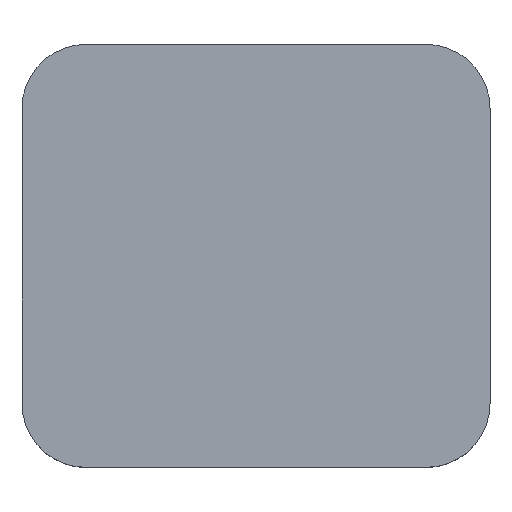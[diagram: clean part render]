
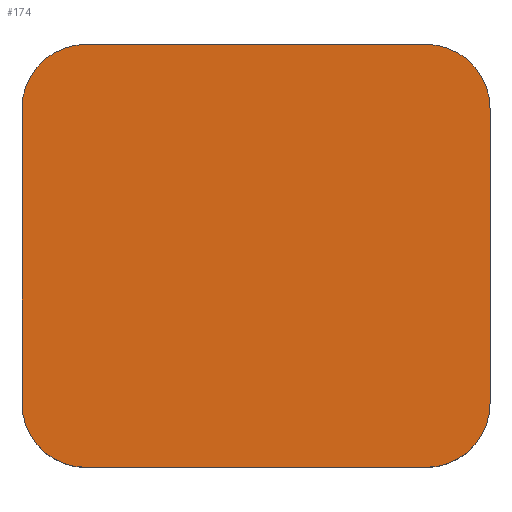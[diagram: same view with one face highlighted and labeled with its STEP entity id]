
A CAD part, top view. The second image highlights one B-rep face of the part: STEP entity #174.
In plain terms, the highlighted planar face has unit normal (0, 0, 1).
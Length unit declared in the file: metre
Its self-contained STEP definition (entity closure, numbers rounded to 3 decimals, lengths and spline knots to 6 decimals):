
#16=CIRCLE('',#198,0.001);
#17=CIRCLE('',#199,0.001);
#18=CIRCLE('',#200,0.001);
#19=CIRCLE('',#201,0.001);
#40=ORIENTED_EDGE('',*,*,#74,.F.);
#41=ORIENTED_EDGE('',*,*,#88,.T.);
#42=ORIENTED_EDGE('',*,*,#76,.T.);
#43=ORIENTED_EDGE('',*,*,#89,.T.);
#44=ORIENTED_EDGE('',*,*,#80,.T.);
#45=ORIENTED_EDGE('',*,*,#90,.T.);
#46=ORIENTED_EDGE('',*,*,#86,.F.);
#47=ORIENTED_EDGE('',*,*,#91,.T.);
#74=EDGE_CURVE('',#98,#99,#114,.T.);
#76=EDGE_CURVE('',#100,#101,#116,.T.);
#80=EDGE_CURVE('',#104,#105,#120,.T.);
#86=EDGE_CURVE('',#110,#111,#126,.T.);
#88=EDGE_CURVE('',#98,#100,#16,.T.);
#89=EDGE_CURVE('',#101,#104,#17,.T.);
#90=EDGE_CURVE('',#105,#111,#18,.T.);
#91=EDGE_CURVE('',#110,#99,#19,.T.);
#98=VERTEX_POINT('',#271);
#99=VERTEX_POINT('',#273);
#100=VERTEX_POINT('',#277);
#101=VERTEX_POINT('',#278);
#104=VERTEX_POINT('',#286);
#105=VERTEX_POINT('',#287);
#110=VERTEX_POINT('',#298);
#111=VERTEX_POINT('',#300);
#114=LINE('',#272,#130);
#116=LINE('',#276,#132);
#120=LINE('',#285,#136);
#126=LINE('',#299,#142);
#130=VECTOR('',#217,1.);
#132=VECTOR('',#221,1.);
#136=VECTOR('',#227,1.);
#142=VECTOR('',#235,1.);
#148=EDGE_LOOP('',(#40,#41,#42,#43,#44,#45,#46,#47));
#158=FACE_BOUND('',#148,.T.);
#168=PLANE('',#197);
#174=ADVANCED_FACE('',(#158),#168,.T.);
#197=AXIS2_PLACEMENT_3D('',#302,#237,#238);
#198=AXIS2_PLACEMENT_3D('',#303,#239,#240);
#199=AXIS2_PLACEMENT_3D('',#304,#241,#242);
#200=AXIS2_PLACEMENT_3D('',#305,#243,#244);
#201=AXIS2_PLACEMENT_3D('',#306,#245,#246);
#217=DIRECTION('',(0.,-1.,0.));
#221=DIRECTION('',(-1.,0.,0.));
#227=DIRECTION('',(0.,-1.,0.));
#235=DIRECTION('',(-1.,0.,0.));
#237=DIRECTION('',(0.,0.,1.));
#238=DIRECTION('',(1.,0.,0.));
#239=DIRECTION('',(0.,0.,1.));
#240=DIRECTION('',(1.,0.,0.));
#241=DIRECTION('',(0.,0.,1.));
#242=DIRECTION('',(1.,0.,0.));
#243=DIRECTION('',(0.,0.,1.));
#244=DIRECTION('',(1.,0.,0.));
#245=DIRECTION('',(0.,0.,1.));
#246=DIRECTION('',(1.,0.,0.));
#271=CARTESIAN_POINT('',(0.00365,0.0023,0.0024));
#272=CARTESIAN_POINT('',(0.00365,0.,0.0024));
#273=CARTESIAN_POINT('',(0.00365,-0.0023,0.0024));
#276=CARTESIAN_POINT('',(0.,0.0033,0.0024));
#277=CARTESIAN_POINT('',(0.00265,0.0033,0.0024));
#278=CARTESIAN_POINT('',(-0.00265,0.0033,0.0024));
#285=CARTESIAN_POINT('',(-0.00365,0.,0.0024));
#286=CARTESIAN_POINT('',(-0.00365,0.0023,0.0024));
#287=CARTESIAN_POINT('',(-0.00365,-0.0023,0.0024));
#298=CARTESIAN_POINT('',(0.00265,-0.0033,0.0024));
#299=CARTESIAN_POINT('',(0.,-0.0033,0.0024));
#300=CARTESIAN_POINT('',(-0.00265,-0.0033,0.0024));
#302=CARTESIAN_POINT('',(0.,0.,0.0024));
#303=CARTESIAN_POINT('',(0.00265,0.0023,0.0024));
#304=CARTESIAN_POINT('',(-0.00265,0.0023,0.0024));
#305=CARTESIAN_POINT('',(-0.00265,-0.0023,0.0024));
#306=CARTESIAN_POINT('',(0.00265,-0.0023,0.0024));
